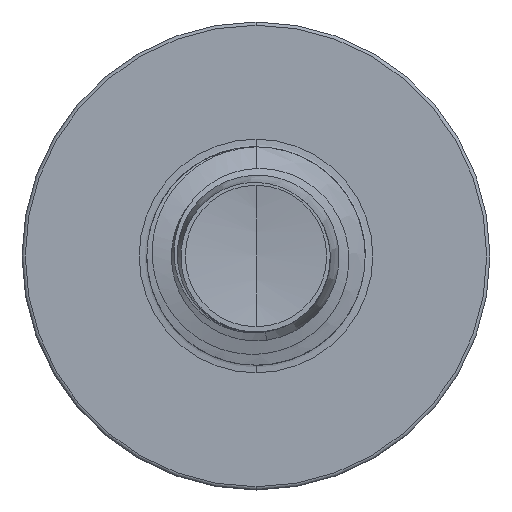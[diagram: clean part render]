
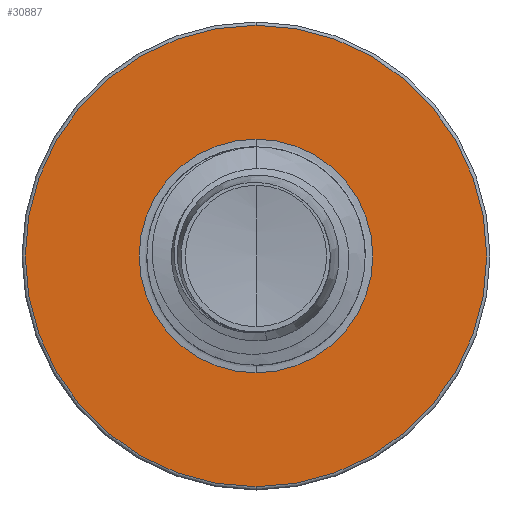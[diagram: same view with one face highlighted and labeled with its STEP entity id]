
A CAD part, front view. The second image highlights one B-rep face of the part: STEP entity #30887.
In plain terms, the highlighted planar face has unit normal (0, -1, 0).
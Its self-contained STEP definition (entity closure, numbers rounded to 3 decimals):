
#2056 = DIRECTION ( 'NONE',  ( 0., 0., 1. ) ) ;
#2109 = DIRECTION ( 'NONE',  ( 0., 1., 0. ) ) ;
#2156 = CARTESIAN_POINT ( 'NONE',  ( 0., 15., 0. ) ) ;
#2232 = VERTEX_POINT ( 'NONE', #2251 ) ;
#2251 = CARTESIAN_POINT ( 'NONE',  ( 0., 15., -1.872 ) ) ;
#2442 = EDGE_CURVE ( 'NONE', #2232, #25538, #11861, .T. ) ;
#3609 = CIRCLE ( 'NONE', #25692, 3.698 ) ;
#4110 = EDGE_LOOP ( 'NONE', ( #14836, #9108 ) ) ;
#4445 = VERTEX_POINT ( 'NONE', #24995 ) ;
#4561 = AXIS2_PLACEMENT_3D ( 'NONE', #26831, #11774, #28683 ) ;
#5936 = CIRCLE ( 'NONE', #4561, 3.698 ) ;
#8814 = EDGE_CURVE ( 'NONE', #25899, #4445, #3609, .T. ) ;
#9108 = ORIENTED_EDGE ( 'NONE', *, *, #2442, .T. ) ;
#9167 = CARTESIAN_POINT ( 'NONE',  ( 0., 15., -3.697 ) ) ;
#11055 = CARTESIAN_POINT ( 'NONE',  ( 0., 15., 1.872 ) ) ;
#11417 = PLANE ( 'NONE',  #32345 ) ;
#11423 = DIRECTION ( 'NONE',  ( 0., 1., 0. ) ) ;
#11774 = DIRECTION ( 'NONE',  ( 0., 1., 0. ) ) ;
#11861 = CIRCLE ( 'NONE', #33555, 1.872 ) ;
#13045 = AXIS2_PLACEMENT_3D ( 'NONE', #26580, #11423, #28453 ) ;
#13599 = FACE_OUTER_BOUND ( 'NONE', #30178, .T. ) ;
#14405 = DIRECTION ( 'NONE',  ( 0., 1., 0. ) ) ;
#14836 = ORIENTED_EDGE ( 'NONE', *, *, #28027, .T. ) ;
#17614 = CIRCLE ( 'NONE', #13045, 1.872 ) ;
#20980 = ORIENTED_EDGE ( 'NONE', *, *, #33503, .F. ) ;
#24995 = CARTESIAN_POINT ( 'NONE',  ( 0., 15., 3.698 ) ) ;
#25538 = VERTEX_POINT ( 'NONE', #11055 ) ;
#25692 = AXIS2_PLACEMENT_3D ( 'NONE', #32033, #31997, #31990 ) ;
#25899 = VERTEX_POINT ( 'NONE', #9167 ) ;
#26580 = CARTESIAN_POINT ( 'NONE',  ( 0., 15., 0. ) ) ;
#26705 = FACE_BOUND ( 'NONE', #4110, .T. ) ;
#26831 = CARTESIAN_POINT ( 'NONE',  ( 0., 15., 0. ) ) ;
#27136 = ORIENTED_EDGE ( 'NONE', *, *, #8814, .F. ) ;
#28027 = EDGE_CURVE ( 'NONE', #25538, #2232, #17614, .T. ) ;
#28448 = CARTESIAN_POINT ( 'NONE',  ( 0., 15., -1.872 ) ) ;
#28453 = DIRECTION ( 'NONE',  ( 0., 0., 1. ) ) ;
#28683 = DIRECTION ( 'NONE',  ( 0., 0., 1. ) ) ;
#30178 = EDGE_LOOP ( 'NONE', ( #20980, #27136 ) ) ;
#30519 = DIRECTION ( 'NONE',  ( 0., 0., 1. ) ) ;
#30887 = ADVANCED_FACE ( 'NONE', ( #13599, #26705 ), #11417, .F. ) ;
#31990 = DIRECTION ( 'NONE',  ( 0., 0., 1. ) ) ;
#31997 = DIRECTION ( 'NONE',  ( 0., 1., 0. ) ) ;
#32033 = CARTESIAN_POINT ( 'NONE',  ( 0., 15., 0. ) ) ;
#32345 = AXIS2_PLACEMENT_3D ( 'NONE', #28448, #14405, #30519 ) ;
#33503 = EDGE_CURVE ( 'NONE', #4445, #25899, #5936, .T. ) ;
#33555 = AXIS2_PLACEMENT_3D ( 'NONE', #2156, #2109, #2056 ) ;
